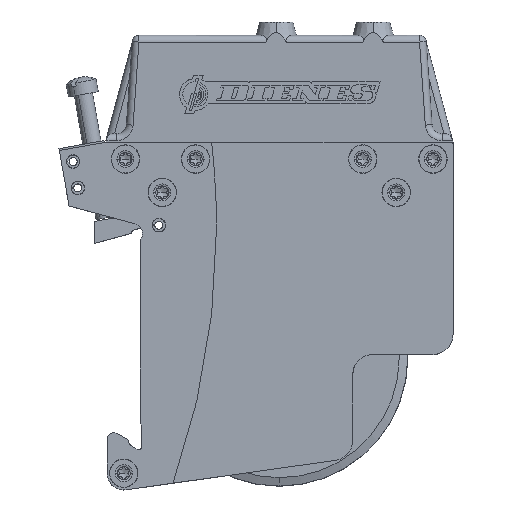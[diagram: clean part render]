
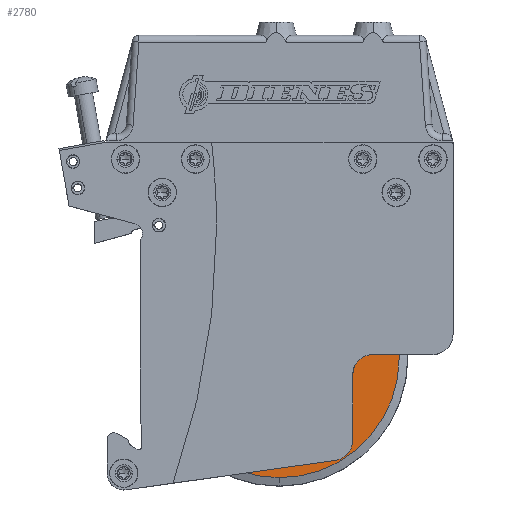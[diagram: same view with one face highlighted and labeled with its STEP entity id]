
A CAD part, top view. The second image highlights one B-rep face of the part: STEP entity #2780.
In plain terms, the highlighted planar face has unit normal (0, 0, 1).
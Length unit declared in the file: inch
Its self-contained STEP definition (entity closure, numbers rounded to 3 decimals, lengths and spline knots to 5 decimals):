
#37 = DIRECTION ( 'NONE',  ( 0., -1., 0. ) ) ;
#554 = DIRECTION ( 'NONE',  ( 0., 0., 1. ) ) ;
#559 = CARTESIAN_POINT ( 'NONE',  ( 3.39893, -2.18161, 0.042 ) ) ;
#689 = EDGE_CURVE ( 'NONE', #25267, #14139, #16958, .T. ) ;
#845 = EDGE_CURVE ( 'NONE', #5237, #21578, #18843, .T. ) ;
#1320 = CARTESIAN_POINT ( 'NONE',  ( 1.98477, -2.18161, 0.042 ) ) ;
#1677 = CARTESIAN_POINT ( 'NONE',  ( 1.98477, -2.18161, 0.042 ) ) ;
#2265 = ORIENTED_EDGE ( 'NONE', *, *, #845, .T. ) ;
#2673 = FACE_BOUND ( 'NONE', #10104, .T. ) ;
#2780 = ADVANCED_FACE ( 'NONE', ( #22324, #2673 ), #19895, .T. ) ;
#3832 = CARTESIAN_POINT ( 'NONE',  ( 1.98477, -0.76745, 0.042 ) ) ;
#3910 = DIRECTION ( 'NONE',  ( 0., -1., 0. ) ) ;
#4426 = AXIS2_PLACEMENT_3D ( 'NONE', #1677, #14856, #3910 ) ;
#4800 = AXIS2_PLACEMENT_3D ( 'NONE', #13376, #554, #17912 ) ;
#5069 = DIRECTION ( 'NONE',  ( 0., 0., 1. ) ) ;
#5237 = VERTEX_POINT ( 'NONE', #5431 ) ;
#5431 = CARTESIAN_POINT ( 'NONE',  ( 1.98477, -3.59578, 0.042 ) ) ;
#6152 = EDGE_LOOP ( 'NONE', ( #18572, #2265 ) ) ;
#7762 = AXIS2_PLACEMENT_3D ( 'NONE', #1320, #23201, #8068 ) ;
#8068 = DIRECTION ( 'NONE',  ( 0., -1., 0. ) ) ;
#8149 = ORIENTED_EDGE ( 'NONE', *, *, #689, .F. ) ;
#10066 = AXIS2_PLACEMENT_3D ( 'NONE', #19499, #12473, #37 ) ;
#10104 = EDGE_LOOP ( 'NONE', ( #8149, #13923 ) ) ;
#12473 = DIRECTION ( 'NONE',  ( 0., 0., 1. ) ) ;
#13376 = CARTESIAN_POINT ( 'NONE',  ( 1.98477, -2.18161, 0.042 ) ) ;
#13923 = ORIENTED_EDGE ( 'NONE', *, *, #20033, .F. ) ;
#14139 = VERTEX_POINT ( 'NONE', #20459 ) ;
#14856 = DIRECTION ( 'NONE',  ( 0., 0., 1. ) ) ;
#15289 = CARTESIAN_POINT ( 'NONE',  ( 1.98477, -3.0739, 0.042 ) ) ;
#16180 = EDGE_CURVE ( 'NONE', #21578, #5237, #22215, .T. ) ;
#16958 = CIRCLE ( 'NONE', #4800, 0.89229 ) ;
#17912 = DIRECTION ( 'NONE',  ( 0., -1., 0. ) ) ;
#18572 = ORIENTED_EDGE ( 'NONE', *, *, #16180, .T. ) ;
#18843 = CIRCLE ( 'NONE', #4426, 1.41417 ) ;
#19017 = CIRCLE ( 'NONE', #10066, 0.89229 ) ;
#19499 = CARTESIAN_POINT ( 'NONE',  ( 1.98477, -2.18161, 0.042 ) ) ;
#19895 = PLANE ( 'NONE',  #21646 ) ;
#20033 = EDGE_CURVE ( 'NONE', #14139, #25267, #19017, .T. ) ;
#20459 = CARTESIAN_POINT ( 'NONE',  ( 1.98477, -1.28933, 0.042 ) ) ;
#21578 = VERTEX_POINT ( 'NONE', #3832 ) ;
#21646 = AXIS2_PLACEMENT_3D ( 'NONE', #559, #5069, #26895 ) ;
#22215 = CIRCLE ( 'NONE', #7762, 1.41417 ) ;
#22324 = FACE_OUTER_BOUND ( 'NONE', #6152, .T. ) ;
#23201 = DIRECTION ( 'NONE',  ( 0., 0., 1. ) ) ;
#25267 = VERTEX_POINT ( 'NONE', #15289 ) ;
#26895 = DIRECTION ( 'NONE',  ( 0., -1., 0. ) ) ;
